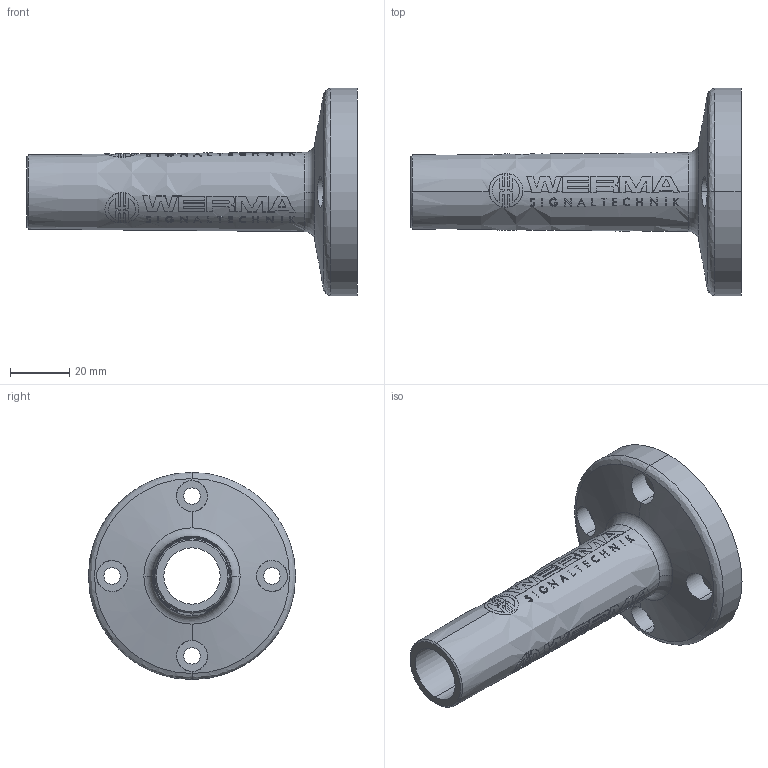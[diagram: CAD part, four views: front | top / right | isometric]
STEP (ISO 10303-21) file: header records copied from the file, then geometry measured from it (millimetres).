
FILE_DESCRIPTION (( 'STEP AP214' ), '1' );
FILE_NAME ('97520901.STEP', '2018-02-26T17:17:03', ( '' ), ( '' ), 'SwSTEP 2.0', 'SolidWorks 2017', '' );
FILE_SCHEMA (( 'AUTOMOTIVE_DESIGN' ));
Length unit declared in the file: inch
Products named in the file (1): 97520901
Bounding box: 111.5 x 70 x 70 mm (x, y, z)
Volume: 65083.9 mm3; surface area: 25131.7 mm2
Topology: 1 solids, 1 shells, 797 faces, 2156 edges, 1434 vertices
Faces by surface type: plane 530, cylinder 180, cone 83, bspline 2, torus 2
Entity records: 28008 total; most frequent: CARTESIAN_POINT 9306, ORIENTED_EDGE 4312, DIRECTION 3382, EDGE_CURVE 2156, VERTEX_POINT 1434, AXIS2_PLACEMENT_3D 1260, EDGE_LOOP 880, VECTOR 862
